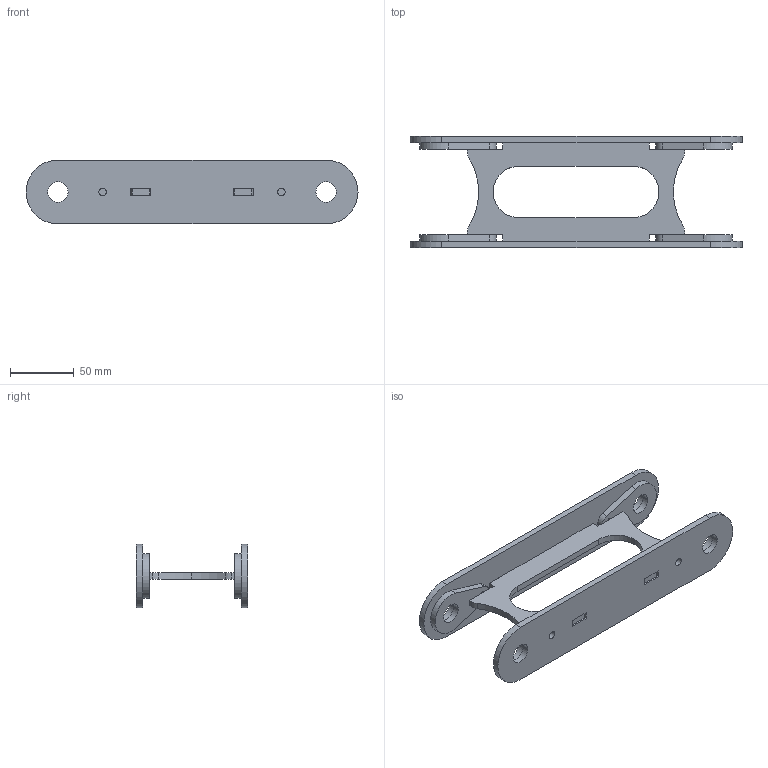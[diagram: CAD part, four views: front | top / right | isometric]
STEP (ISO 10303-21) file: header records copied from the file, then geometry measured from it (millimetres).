
FILE_DESCRIPTION (( 'STEP AP203' ), '1' );
FILE_NAME ('3927-60_REV_.step', '2026-02-22T20:46:01', ( '' ), ( '' ), 'SwSTEP 2.0', 'SolidWorks 2025', '' );
FILE_SCHEMA (( 'CONFIG_CONTROL_DESIGN' ));
Length unit declared in the file: millimetre
Products named in the file (4): 3927-40-25; 3927-60_REV_; 3927-60-10; 3927-40-15
Assembly tree (7 placements, depth 2):
  3927-60_REV_
    3927-40-25
    3927-60-10  x2
    3927-40-15  x4
Bounding box: 260 x 87 x 50 mm (x, y, z)
Volume: 179454.8 mm3; surface area: 88358.8 mm2
Topology: 7 solids, 7 shells, 142 faces, 384 edges, 256 vertices
Faces by surface type: plane 74, cylinder 68
Entity records: 3338 total; most frequent: CARTESIAN_POINT 512, DIRECTION 488, ORIENTED_EDGE 480, EDGE_CURVE 240, AXIS2_PLACEMENT_3D 168, VERTEX_POINT 160, VECTOR 152, LINE 152
